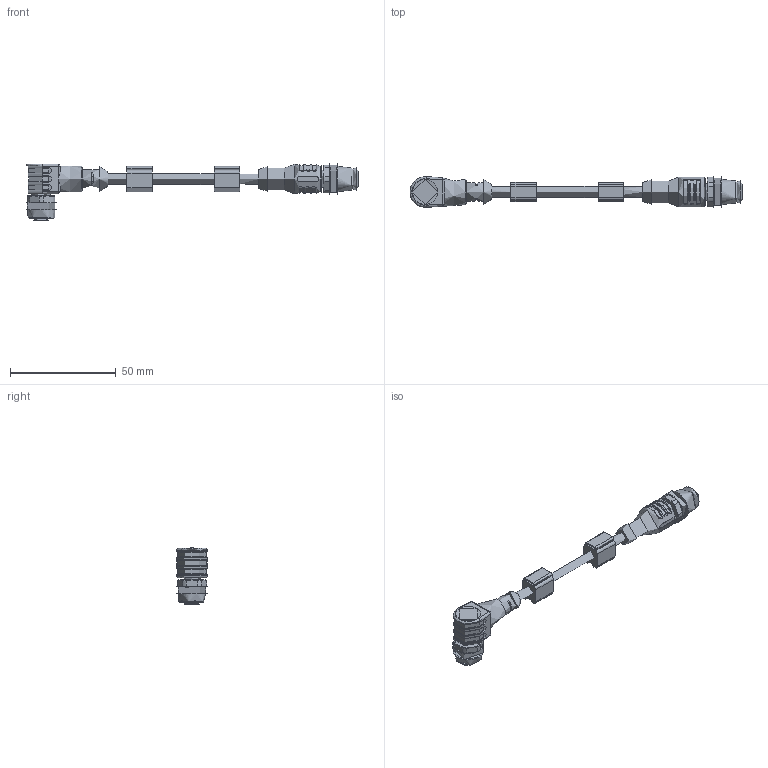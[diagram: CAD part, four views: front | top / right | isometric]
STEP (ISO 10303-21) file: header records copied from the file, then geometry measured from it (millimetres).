
FILE_DESCRIPTION(/* description */ (''),/* implementation_level */ '2;1');
FILE_NAME(/* name */ 'ipf_z3d_VKB00F21.stp',/* time_stamp */ '2018-02-14T13:02:19+01:00',/* author */ ('galensa'),/* organization */ (''),/* preprocessor_version */ 'ST-DEVELOPER v15.2',/* originating_system */ 'Autodesk Inventor 2014',/* authorisation */ '');
FILE_SCHEMA (('AUTOMOTIVE_DESIGN { 1 0 10303 214 3 1 1 }'));
Length unit declared in the file: millimetre
Products named in the file (1): ipf_z3d_VKB00F21
Bounding box: 156.75 x 14.47 x 26.55 mm (x, y, z)
Volume: 14426.4 mm3; surface area: 8216.8 mm2
Topology: 1 solids, 1 shells, 595 faces, 1483 edges, 936 vertices
Faces by surface type: plane 215, cylinder 193, bspline 101, torus 52, cone 28, sphere 6
Full cylindrical faces by diameter (mm): 1 x4, 5.2 x3, 8.3 x1, 8.7 x2, 8.8 x1, 10.2 x1, 10.5 x1, 10.8 x1, 10.95 x1, 11.8 x1, 12 x1, 12.3 x1, 12.8 x1, 14 x1, 15 x2
Entity records: 19767 total; most frequent: CARTESIAN_POINT 6231, ORIENTED_EDGE 2808, DIRECTION 2756, EDGE_CURVE 1404, AXIS2_PLACEMENT_3D 1046, VERTEX_POINT 908, EDGE_LOOP 696, LINE 664
